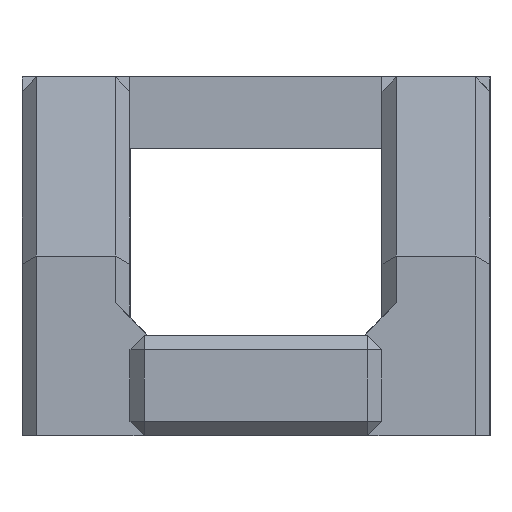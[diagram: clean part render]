
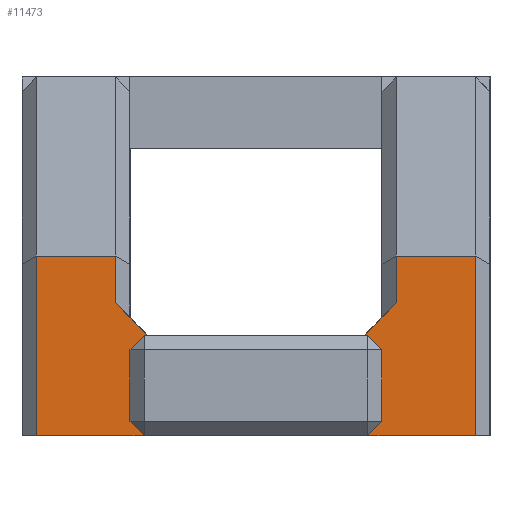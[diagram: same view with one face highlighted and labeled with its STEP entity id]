
A CAD part, front view. The second image highlights one B-rep face of the part: STEP entity #11473.
In plain terms, the highlighted planar face has unit normal (0, -1, 0).
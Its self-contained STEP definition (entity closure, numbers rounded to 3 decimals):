
#613=FACE_OUTER_BOUND('',#1228,.T.);
#1228=EDGE_LOOP('',(#8158,#8159,#8160,#8161,#8162,#8163,#8164,#8165,#8166,
#8167,#8168,#8169,#8170,#8171,#8172,#8173));
#1958=LINE('',#16686,#3371);
#1960=LINE('',#16690,#3373);
#1967=LINE('',#16704,#3380);
#1978=LINE('',#16729,#3391);
#2032=LINE('',#16838,#3445);
#2036=LINE('',#16845,#3449);
#2048=LINE('',#16882,#3461);
#2058=LINE('',#16903,#3471);
#2075=LINE('',#16940,#3488);
#2080=LINE('',#16949,#3493);
#2081=LINE('',#16952,#3494);
#2082=LINE('',#16954,#3495);
#2083=LINE('',#16955,#3496);
#2084=LINE('',#16957,#3497);
#2085=LINE('',#16959,#3498);
#2086=LINE('',#16960,#3499);
#3371=VECTOR('',#13407,10.);
#3373=VECTOR('',#13411,10.);
#3380=VECTOR('',#13418,10.);
#3391=VECTOR('',#13435,10.);
#3445=VECTOR('',#13537,10.);
#3449=VECTOR('',#13543,10.);
#3461=VECTOR('',#13573,10.);
#3471=VECTOR('',#13591,10.);
#3488=VECTOR('',#13626,10.);
#3493=VECTOR('',#13635,10.);
#3494=VECTOR('',#13638,10.);
#3495=VECTOR('',#13639,10.);
#3496=VECTOR('',#13640,10.);
#3497=VECTOR('',#13641,10.);
#3498=VECTOR('',#13642,10.);
#3499=VECTOR('',#13643,10.);
#4741=VERTEX_POINT('',#16683);
#4742=VERTEX_POINT('',#16685);
#4743=VERTEX_POINT('',#16689);
#4749=VERTEX_POINT('',#16701);
#4750=VERTEX_POINT('',#16703);
#4761=VERTEX_POINT('',#16728);
#4791=VERTEX_POINT('',#16832);
#4794=VERTEX_POINT('',#16843);
#4809=VERTEX_POINT('',#16880);
#4810=VERTEX_POINT('',#16881);
#4817=VERTEX_POINT('',#16901);
#4827=VERTEX_POINT('',#16933);
#4831=VERTEX_POINT('',#16951);
#4832=VERTEX_POINT('',#16953);
#4833=VERTEX_POINT('',#16956);
#4834=VERTEX_POINT('',#16958);
#5959=EDGE_CURVE('',#4741,#4742,#1958,.F.);
#5961=EDGE_CURVE('',#4741,#4743,#1960,.T.);
#5968=EDGE_CURVE('',#4750,#4749,#1967,.T.);
#5981=EDGE_CURVE('',#4761,#4749,#1978,.F.);
#6036=EDGE_CURVE('',#4791,#4743,#2032,.T.);
#6040=EDGE_CURVE('',#4794,#4791,#2036,.T.);
#6057=EDGE_CURVE('',#4809,#4810,#2048,.T.);
#6068=EDGE_CURVE('',#4817,#4794,#2058,.T.);
#6087=EDGE_CURVE('',#4750,#4827,#2075,.T.);
#6092=EDGE_CURVE('',#4827,#4809,#2080,.T.);
#6093=EDGE_CURVE('',#4831,#4817,#2081,.T.);
#6094=EDGE_CURVE('',#4832,#4831,#2082,.T.);
#6095=EDGE_CURVE('',#4810,#4832,#2083,.T.);
#6096=EDGE_CURVE('',#4761,#4833,#2084,.T.);
#6097=EDGE_CURVE('',#4833,#4834,#2085,.T.);
#6098=EDGE_CURVE('',#4834,#4742,#2086,.T.);
#8158=ORIENTED_EDGE('',*,*,#6036,.F.);
#8159=ORIENTED_EDGE('',*,*,#6040,.F.);
#8160=ORIENTED_EDGE('',*,*,#6068,.F.);
#8161=ORIENTED_EDGE('',*,*,#6093,.F.);
#8162=ORIENTED_EDGE('',*,*,#6094,.F.);
#8163=ORIENTED_EDGE('',*,*,#6095,.F.);
#8164=ORIENTED_EDGE('',*,*,#6057,.F.);
#8165=ORIENTED_EDGE('',*,*,#6092,.F.);
#8166=ORIENTED_EDGE('',*,*,#6087,.F.);
#8167=ORIENTED_EDGE('',*,*,#5968,.T.);
#8168=ORIENTED_EDGE('',*,*,#5981,.F.);
#8169=ORIENTED_EDGE('',*,*,#6096,.T.);
#8170=ORIENTED_EDGE('',*,*,#6097,.T.);
#8171=ORIENTED_EDGE('',*,*,#6098,.T.);
#8172=ORIENTED_EDGE('',*,*,#5959,.F.);
#8173=ORIENTED_EDGE('',*,*,#5961,.T.);
#10948=PLANE('',#12165);
#11473=ADVANCED_FACE('',(#613),#10948,.T.);
#12165=AXIS2_PLACEMENT_3D('',#16950,#13636,#13637);
#13407=DIRECTION('',(-0.707,0.,-0.707));
#13411=DIRECTION('',(1.,0.,0.));
#13418=DIRECTION('',(1.,0.,0.));
#13435=DIRECTION('',(-0.707,0.,0.707));
#13537=DIRECTION('',(0.,0.,-1.));
#13543=DIRECTION('',(1.,0.,0.));
#13573=DIRECTION('',(0.,0.,-1.));
#13591=DIRECTION('',(0.,0.,1.));
#13626=DIRECTION('',(0.,0.,1.));
#13635=DIRECTION('',(1.,0.,0.));
#13636=DIRECTION('center_axis',(0.,-1.,0.));
#13637=DIRECTION('ref_axis',(1.,0.,0.));
#13638=DIRECTION('',(0.707,0.,0.707));
#13639=DIRECTION('',(1.,0.,0.));
#13640=DIRECTION('',(0.707,0.,-0.707));
#13641=DIRECTION('',(0.,0.,1.));
#13642=DIRECTION('',(1.,0.,0.));
#13643=DIRECTION('',(0.,0.,-1.));
#16683=CARTESIAN_POINT('',(1.6,-31.025,-4.5));
#16685=CARTESIAN_POINT('',(2.,-31.025,-4.1));
#16686=CARTESIAN_POINT('',(-0.325,-31.025,-6.425));
#16689=CARTESIAN_POINT('',(6.1,-31.025,-4.5));
#16690=CARTESIAN_POINT('',(3.25,-31.025,-4.5));
#16701=CARTESIAN_POINT('',(-1.6,-31.025,-4.5));
#16703=CARTESIAN_POINT('',(-6.1,-31.025,-4.5));
#16704=CARTESIAN_POINT('',(3.25,-31.025,-4.5));
#16728=CARTESIAN_POINT('',(-2.,-31.025,-4.1));
#16729=CARTESIAN_POINT('',(-2.925,-31.025,-3.175));
#16832=CARTESIAN_POINT('',(6.1,-31.025,0.5));
#16838=CARTESIAN_POINT('',(6.1,-31.025,0.5));
#16843=CARTESIAN_POINT('',(3.9,-31.025,0.5));
#16845=CARTESIAN_POINT('',(-3.25,-31.025,0.5));
#16880=CARTESIAN_POINT('',(-3.9,-31.025,0.5));
#16881=CARTESIAN_POINT('',(-3.9,-31.025,-0.8));
#16882=CARTESIAN_POINT('',(-3.9,-31.025,-0.5));
#16901=CARTESIAN_POINT('',(3.9,-31.025,-0.8));
#16903=CARTESIAN_POINT('',(3.9,-31.025,-4.));
#16933=CARTESIAN_POINT('',(-6.1,-31.025,0.5));
#16940=CARTESIAN_POINT('',(-6.1,-31.025,-4.5));
#16949=CARTESIAN_POINT('',(-3.25,-31.025,0.5));
#16950=CARTESIAN_POINT('Origin',(-6.5,-31.025,-4.5));
#16951=CARTESIAN_POINT('',(3.,-31.025,-1.7));
#16952=CARTESIAN_POINT('',(0.05,-31.025,-4.65));
#16953=CARTESIAN_POINT('',(-3.,-31.025,-1.7));
#16954=CARTESIAN_POINT('',(-3.25,-31.025,-1.7));
#16955=CARTESIAN_POINT('',(-3.3,-31.025,-1.4));
#16956=CARTESIAN_POINT('',(-2.,-31.025,-2.1));
#16957=CARTESIAN_POINT('',(-2.,-31.025,-4.5));
#16958=CARTESIAN_POINT('',(2.,-31.025,-2.1));
#16959=CARTESIAN_POINT('',(-1.,-31.025,-2.1));
#16960=CARTESIAN_POINT('',(2.,-31.025,-4.5));
